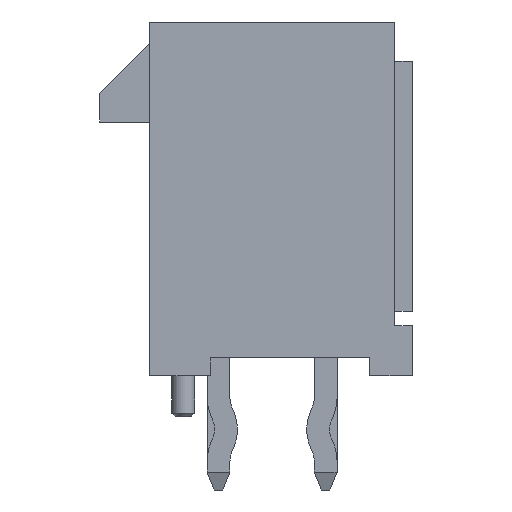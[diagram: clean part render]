
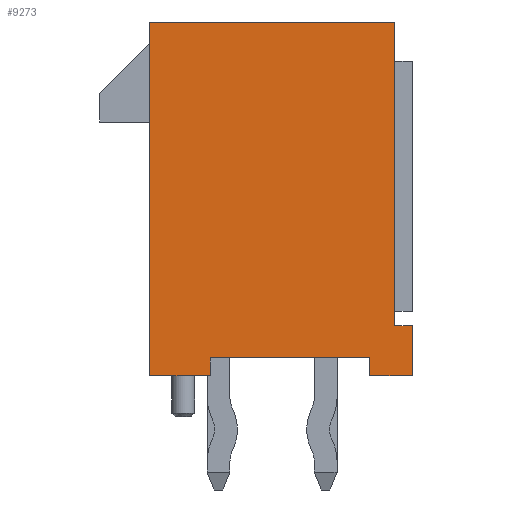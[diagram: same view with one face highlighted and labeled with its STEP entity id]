
A CAD part, front view. The second image highlights one B-rep face of the part: STEP entity #9273.
In plain terms, the highlighted planar face has unit normal (0, -1, 0).
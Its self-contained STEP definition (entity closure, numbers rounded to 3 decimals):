
#1340=ORIENTED_EDGE('',*,*,#3021,.F.);
#1341=ORIENTED_EDGE('',*,*,#3695,.T.);
#1342=ORIENTED_EDGE('',*,*,#3508,.T.);
#1343=ORIENTED_EDGE('',*,*,#3696,.T.);
#1344=ORIENTED_EDGE('',*,*,#3686,.F.);
#1345=ORIENTED_EDGE('',*,*,#3697,.T.);
#1346=ORIENTED_EDGE('',*,*,#3698,.T.);
#1347=ORIENTED_EDGE('',*,*,#2839,.F.);
#1348=ORIENTED_EDGE('',*,*,#3009,.F.);
#1349=ORIENTED_EDGE('',*,*,#3699,.F.);
#1350=ORIENTED_EDGE('',*,*,#3023,.F.);
#2839=EDGE_CURVE('',#4168,#4169,#5050,.T.);
#3009=EDGE_CURVE('',#4328,#4168,#5220,.T.);
#3021=EDGE_CURVE('',#4339,#4340,#5232,.T.);
#3023=EDGE_CURVE('',#4340,#4341,#5233,.T.);
#3508=EDGE_CURVE('',#4732,#4731,#5718,.T.);
#3686=EDGE_CURVE('',#4808,#4809,#5896,.T.);
#3695=EDGE_CURVE('',#4339,#4732,#5905,.T.);
#3696=EDGE_CURVE('',#4731,#4809,#5906,.T.);
#3697=EDGE_CURVE('',#4808,#4814,#5907,.T.);
#3698=EDGE_CURVE('',#4814,#4169,#5908,.T.);
#3699=EDGE_CURVE('',#4341,#4328,#5909,.T.);
#4168=VERTEX_POINT('',#12464);
#4169=VERTEX_POINT('',#12466);
#4328=VERTEX_POINT('',#12802);
#4339=VERTEX_POINT('',#12829);
#4340=VERTEX_POINT('',#12830);
#4341=VERTEX_POINT('',#12833);
#4731=VERTEX_POINT('',#13778);
#4732=VERTEX_POINT('',#13780);
#4808=VERTEX_POINT('',#14106);
#4809=VERTEX_POINT('',#14108);
#4814=VERTEX_POINT('',#14126);
#5050=LINE('',#12465,#6362);
#5220=LINE('',#12803,#6532);
#5232=LINE('',#12828,#6544);
#5233=LINE('',#12832,#6545);
#5718=LINE('',#13779,#7030);
#5896=LINE('',#14107,#7208);
#5905=LINE('',#14123,#7217);
#5906=LINE('',#14124,#7218);
#5907=LINE('',#14125,#7219);
#5908=LINE('',#14127,#7220);
#5909=LINE('',#14128,#7221);
#6362=VECTOR('',#10136,1000.);
#6532=VECTOR('',#10322,1000.);
#6544=VECTOR('',#10340,1000.);
#6545=VECTOR('',#10343,1000.);
#7030=VECTOR('',#10970,1000.);
#7208=VECTOR('',#11294,1000.);
#7217=VECTOR('',#11307,1000.);
#7218=VECTOR('',#11308,1000.);
#7219=VECTOR('',#11309,1000.);
#7220=VECTOR('',#11310,1000.);
#7221=VECTOR('',#11311,1000.);
#7836=EDGE_LOOP('',(#1340,#1341,#1342,#1343,#1344,#1345,#1346,#1347,#1348,
#1349,#1350));
#8348=FACE_BOUND('',#7836,.T.);
#8830=PLANE('',#9766);
#9273=ADVANCED_FACE('',(#8348),#8830,.F.);
#9766=AXIS2_PLACEMENT_3D('',#14122,#11305,#11306);
#10136=DIRECTION('',(0.,0.,-1.));
#10322=DIRECTION('',(1.,0.,0.));
#10340=DIRECTION('',(-1.,0.,0.));
#10343=DIRECTION('',(-1.,0.,0.));
#10970=DIRECTION('',(1.,0.,0.));
#11294=DIRECTION('',(-1.,0.,0.));
#11305=DIRECTION('',(0.,1.,0.));
#11306=DIRECTION('',(0.,0.,1.));
#11307=DIRECTION('',(0.,0.,1.));
#11308=DIRECTION('',(0.,0.,-1.));
#11309=DIRECTION('',(0.,0.,1.));
#11310=DIRECTION('',(-1.,0.,0.));
#11311=DIRECTION('',(0.,0.,1.));
#12464=CARTESIAN_POINT('',(3.43,-19.85,4.95));
#12465=CARTESIAN_POINT('',(3.43,-19.85,4.95));
#12466=CARTESIAN_POINT('',(3.43,-19.85,-3.55));
#12802=CARTESIAN_POINT('',(-3.43,-19.85,4.95));
#12803=CARTESIAN_POINT('',(-3.43,-19.85,4.95));
#12828=CARTESIAN_POINT('',(3.43,-19.85,-4.95));
#12829=CARTESIAN_POINT('',(-1.73,-19.85,-4.95));
#12830=CARTESIAN_POINT('',(-2.49,-19.85,-4.95));
#12832=CARTESIAN_POINT('',(3.43,-19.85,-4.95));
#12833=CARTESIAN_POINT('',(-3.43,-19.85,-4.95));
#13778=CARTESIAN_POINT('',(2.73,-19.85,-4.45));
#13779=CARTESIAN_POINT('',(-2.73,-19.85,-4.45));
#13780=CARTESIAN_POINT('',(-1.73,-19.85,-4.45));
#14106=CARTESIAN_POINT('',(3.93,-19.85,-4.95));
#14107=CARTESIAN_POINT('',(3.43,-19.85,-4.95));
#14108=CARTESIAN_POINT('',(2.73,-19.85,-4.95));
#14122=CARTESIAN_POINT('',(0.,-19.85,0.));
#14123=CARTESIAN_POINT('',(-1.73,-19.85,-4.95));
#14124=CARTESIAN_POINT('',(2.73,-19.85,-4.45));
#14125=CARTESIAN_POINT('',(3.93,-19.85,-4.95));
#14126=CARTESIAN_POINT('',(3.93,-19.85,-3.55));
#14127=CARTESIAN_POINT('',(3.93,-19.85,-3.55));
#14128=CARTESIAN_POINT('',(-3.43,-19.85,-4.95));
